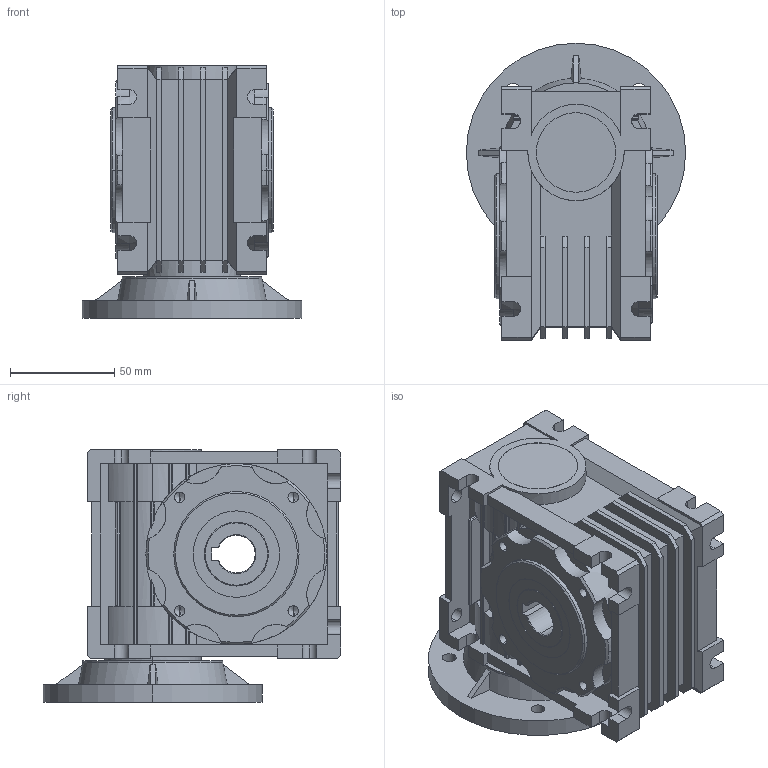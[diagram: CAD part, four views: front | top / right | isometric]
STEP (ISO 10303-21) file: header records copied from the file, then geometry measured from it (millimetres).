
FILE_DESCRIPTION (( 'STEP AP203' ), '1' );
FILE_NAME ('RV40-71B14.STEP', '2016-08-05T01:08:48', ( 'rarae' ), ( 'tyuit' ), 'SwSTEP 2.0', 'SolidWorks 2010', '' );
FILE_SCHEMA (( 'CONFIG_CONTROL_DESIGN' ));
Length unit declared in the file: millimetre
Products named in the file (5): 40眊极; RV怀堤諾陑粣_040_18H8.step; RV40-71B14; RV输入空心轴_040_14_.step; 楊擘
Assembly tree (4 placements, depth 2):
  RV40-71B14
    楊擘
    RV怀堤諾陑粣_040_18H8.step
    40眊极
    RV输入空心轴_040_14_.step
Bounding box: 105 x 142.5 x 121 mm (x, y, z)
Volume: 788628.4 mm3; surface area: 149198.8 mm2
Topology: 4 solids, 4 shells, 656 faces, 1780 edges, 1155 vertices
Faces by surface type: plane 345, cylinder 251, cone 58, torus 2
Entity records: 21332 total; most frequent: CARTESIAN_POINT 4074, ORIENTED_EDGE 3528, DIRECTION 3505, EDGE_CURVE 1764, AXIS2_PLACEMENT_3D 1206, VERTEX_POINT 1155, VECTOR 1093, LINE 1093
